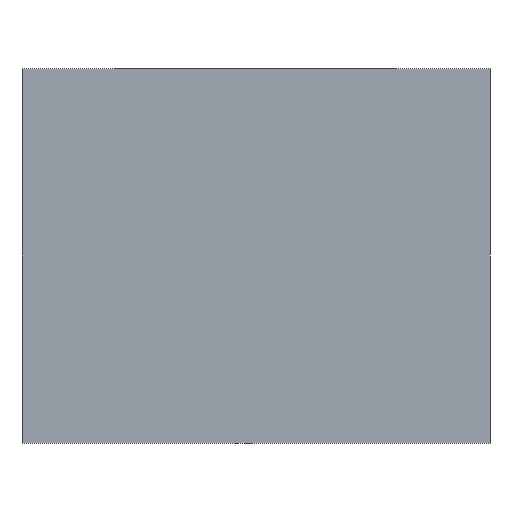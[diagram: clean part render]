
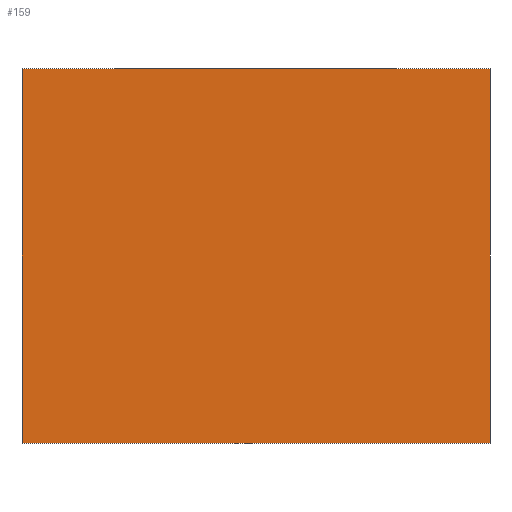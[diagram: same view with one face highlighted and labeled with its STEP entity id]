
A CAD part, front view. The second image highlights one B-rep face of the part: STEP entity #159.
In plain terms, the highlighted planar face has unit normal (0, -1, 0).
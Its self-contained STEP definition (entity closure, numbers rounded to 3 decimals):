
#1=DIRECTION('',(1.,0.,0.));
#2=VECTOR('',#1,10.);
#3=CARTESIAN_POINT('',(0.,0.,0.));
#4=LINE('',#3,#2);
#17=DIRECTION('',(0.,0.,1.));
#18=VECTOR('',#17,8.);
#19=CARTESIAN_POINT('',(0.,0.,0.));
#20=LINE('',#19,#18);
#29=DIRECTION('',(0.,0.,1.));
#30=VECTOR('',#29,8.);
#31=CARTESIAN_POINT('',(10.,0.,0.));
#32=LINE('',#31,#30);
#33=DIRECTION('',(1.,0.,0.));
#34=VECTOR('',#33,10.);
#35=CARTESIAN_POINT('',(0.,0.,8.));
#36=LINE('',#35,#34);
#97=CARTESIAN_POINT('',(0.,0.,0.));
#98=CARTESIAN_POINT('',(10.,0.,0.));
#99=VERTEX_POINT('',#97);
#100=VERTEX_POINT('',#98);
#105=CARTESIAN_POINT('',(0.,0.,8.));
#106=CARTESIAN_POINT('',(10.,0.,8.));
#107=VERTEX_POINT('',#105);
#108=VERTEX_POINT('',#106);
#145=CARTESIAN_POINT('',(0.,0.,0.));
#146=DIRECTION('',(0.,-1.,0.));
#147=DIRECTION('',(1.,0.,0.));
#148=AXIS2_PLACEMENT_3D('',#145,#146,#147);
#149=PLANE('',#148);
#150=ORIENTED_EDGE('',*,*,#134,.F.);
#152=ORIENTED_EDGE('',*,*,#151,.T.);
#154=ORIENTED_EDGE('',*,*,#153,.T.);
#156=ORIENTED_EDGE('',*,*,#155,.F.);
#157=EDGE_LOOP('',(#150,#152,#154,#156));
#158=FACE_OUTER_BOUND('',#157,.F.);
#134=EDGE_CURVE('',#99,#100,#4,.T.);
#151=EDGE_CURVE('',#99,#107,#20,.T.);
#153=EDGE_CURVE('',#107,#108,#36,.T.);
#155=EDGE_CURVE('',#100,#108,#32,.T.);
#159=ADVANCED_FACE('',(#158),#149,.T.);
